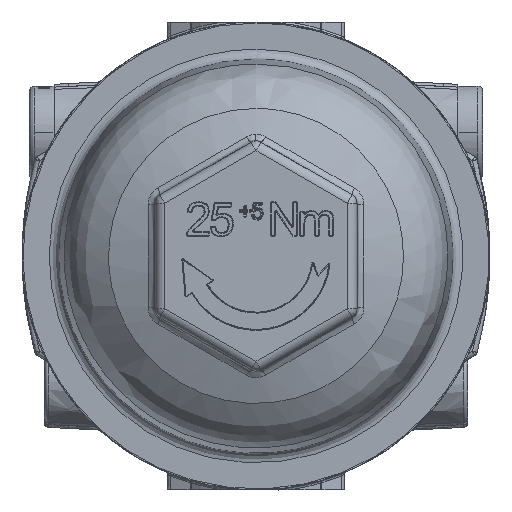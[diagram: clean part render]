
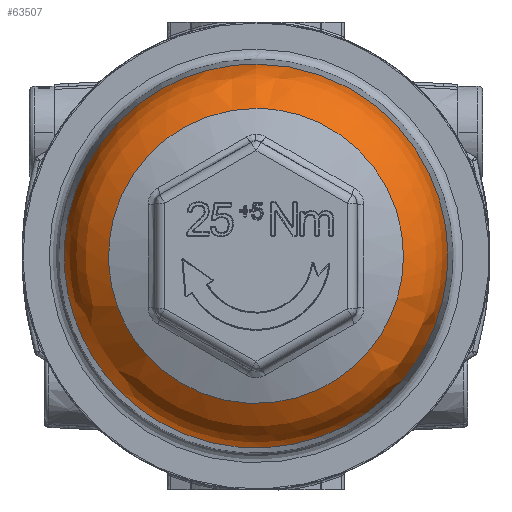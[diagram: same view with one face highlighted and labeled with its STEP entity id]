
A CAD part, front view. The second image highlights one B-rep face of the part: STEP entity #63507.
In plain terms, the highlighted free-form (B-spline) face has degree [2, 2] with [7, 3] control points.
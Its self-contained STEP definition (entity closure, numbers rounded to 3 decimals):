
#63405=CARTESIAN_POINT('V1251',(0.0,-142.262,
   29.946));
#63406=VERTEX_POINT('V1251',#63405);
#63420=CARTESIAN_POINT('E2124',(0.0,-142.262,
   29.946));
#63421=CARTESIAN_POINT('E2124',(-51.867,
   -142.262,29.946));
#63422=CARTESIAN_POINT('E2124',(-25.934,
   -142.262,-14.973));
#63423=CARTESIAN_POINT('E2124',(0.,-142.262,
   -59.891));
#63424=CARTESIAN_POINT('E2124',(25.934,
   -142.262,-14.973));
#63425=CARTESIAN_POINT('E2124',(51.867,
   -142.262,29.946));
#63426=CARTESIAN_POINT('E2124',(0.0,-142.262,
   29.946));
#63434=(BOUNDED_CURVE()B_SPLINE_CURVE(2,(#63420,#63421,#63422,
   #63423,#63424,#63425,#63426),.CIRCULAR_ARC.,.T.,.U.)
   B_SPLINE_CURVE_WITH_KNOTS((3,2,2,3),(0.0,6.488,
   12.976,19.465),.UNSPECIFIED.)CURVE()
   GEOMETRIC_REPRESENTATION_ITEM()RATIONAL_B_SPLINE_CURVE((1.0,
   0.5,1.0,0.5,1.0,0.5,1.0)
   )REPRESENTATION_ITEM('E2124'));
#63435=EDGE_CURVE('E2124',#63406,#63406,#63434,.T.);
#63442=CARTESIAN_POINT('F865',(0.0,-142.262,
   29.946));
#63443=CARTESIAN_POINT('F865',(51.867,
   -142.262,29.946));
#63444=CARTESIAN_POINT('F865',(25.934,
   -142.262,-14.973));
#63445=CARTESIAN_POINT('F865',(0.,-142.262,
   -59.891));
#63446=CARTESIAN_POINT('F865',(-25.934,
   -142.262,-14.973));
#63447=CARTESIAN_POINT('F865',(-51.867,
   -142.262,29.946));
#63448=CARTESIAN_POINT('F865',(0.0,-142.262,
   29.946));
#63449=CARTESIAN_POINT('F865',(0.0,-138.375,
   38.871));
#63450=CARTESIAN_POINT('F865',(67.326,
   -138.375,38.871));
#63451=CARTESIAN_POINT('F865',(33.663,
   -138.375,-19.435));
#63452=CARTESIAN_POINT('F865',(0.,-138.375,
   -77.742));
#63453=CARTESIAN_POINT('F865',(-33.663,
   -138.375,-19.435));
#63454=CARTESIAN_POINT('F865',(-67.326,
   -138.375,38.871));
#63455=CARTESIAN_POINT('F865',(0.0,-138.375,
   38.871));
#63456=CARTESIAN_POINT('F865',(0.0,-128.641,
   38.956));
#63457=CARTESIAN_POINT('F865',(67.474,
   -128.641,38.956));
#63458=CARTESIAN_POINT('F865',(33.737,
   -128.641,-19.478));
#63459=CARTESIAN_POINT('F865',(0.,-128.641,
   -77.912));
#63460=CARTESIAN_POINT('F865',(-33.737,
   -128.641,-19.478));
#63461=CARTESIAN_POINT('F865',(-67.474,
   -128.641,38.956));
#63462=CARTESIAN_POINT('F865',(0.0,-128.641,
   38.956));
#63470=(BOUNDED_SURFACE()B_SPLINE_SURFACE(2,2,((#63442,#63449,
   #63456),(#63443,#63450,#63457),(#63444,#63451,#63458),(
   #63445,#63452,#63459),(#63446,#63453,#63460),(#63447,#63454,
   #63461),(#63448,#63455,#63462)),.TOROIDAL_SURF.,.T.,.F.,.U.)
   B_SPLINE_SURFACE_WITH_KNOTS((3,2,2,3),(3,3),(0.0,
   6.488,12.976,19.465),(0.0,
   1.0),.UNSPECIFIED.)GEOMETRIC_REPRESENTATION_ITEM()
   RATIONAL_B_SPLINE_SURFACE(((1.0,0.839,1.0),(
   0.5,0.419,0.5),(1.0,
   0.839,1.0),(0.5,0.419,
   0.5),(1.0,0.839,1.0),(
   0.5,0.419,0.5),(1.0,
   0.839,1.0)))REPRESENTATION_ITEM('F865')SURFACE());
#63471=CARTESIAN_POINT('V1262',(0.0,-128.641,
   38.956));
#63472=VERTEX_POINT('V1262',#63471);
#63473=CARTESIAN_POINT('E2158',(0.0,-128.641,
   38.956));
#63474=CARTESIAN_POINT('E2158',(0.0,-138.375,
   38.871));
#63475=CARTESIAN_POINT('E2158',(0.0,-142.262,
   29.946));
#63483=(BOUNDED_CURVE()B_SPLINE_CURVE(2,(#63473,#63474,#63475),
   .CIRCULAR_ARC.,.F.,.U.)CURVE()GEOMETRIC_REPRESENTATION_ITEM()
   QUASI_UNIFORM_CURVE()RATIONAL_B_SPLINE_CURVE((1.0,
   0.839,1.0))REPRESENTATION_ITEM('E2158'));
#63484=EDGE_CURVE('E2158',#63472,#63406,#63483,.T.);
#63485=ORIENTED_EDGE('E2158',*,*,#63484,.T.);
#63486=ORIENTED_EDGE('E2124',*,*,#63435,.F.);
#63487=ORIENTED_EDGE('E2158',*,*,#63484,.F.);
#63488=CARTESIAN_POINT('E2157',(0.0,-128.641,
   38.956));
#63489=CARTESIAN_POINT('E2157',(67.474,
   -128.641,38.956));
#63490=CARTESIAN_POINT('E2157',(33.737,
   -128.641,-19.478));
#63491=CARTESIAN_POINT('E2157',(0.,-128.641,
   -77.912));
#63492=CARTESIAN_POINT('E2157',(-33.737,
   -128.641,-19.478));
#63493=CARTESIAN_POINT('E2157',(-67.474,
   -128.641,38.956));
#63494=CARTESIAN_POINT('E2157',(0.0,-128.641,
   38.956));
#63502=(BOUNDED_CURVE()B_SPLINE_CURVE(2,(#63488,#63489,#63490,
   #63491,#63492,#63493,#63494),.CIRCULAR_ARC.,.T.,.U.)
   B_SPLINE_CURVE_WITH_KNOTS((3,2,2,3),(0.0,1.162,
   2.324,3.486),.UNSPECIFIED.)CURVE()
   GEOMETRIC_REPRESENTATION_ITEM()RATIONAL_B_SPLINE_CURVE((1.0,
   0.5,1.0,0.5,1.0,0.5,1.0)
   )REPRESENTATION_ITEM('E2157'));
#63503=EDGE_CURVE('E2157',#63472,#63472,#63502,.T.);
#63504=ORIENTED_EDGE('E2157',*,*,#63503,.F.);
#63505=EDGE_LOOP('F865',(#63485,#63486,#63487,#63504));
#63506=FACE_OUTER_BOUND('F865',#63505,.T.);
#63507=ADVANCED_FACE('F865',(#63506),#63470,.T.);
